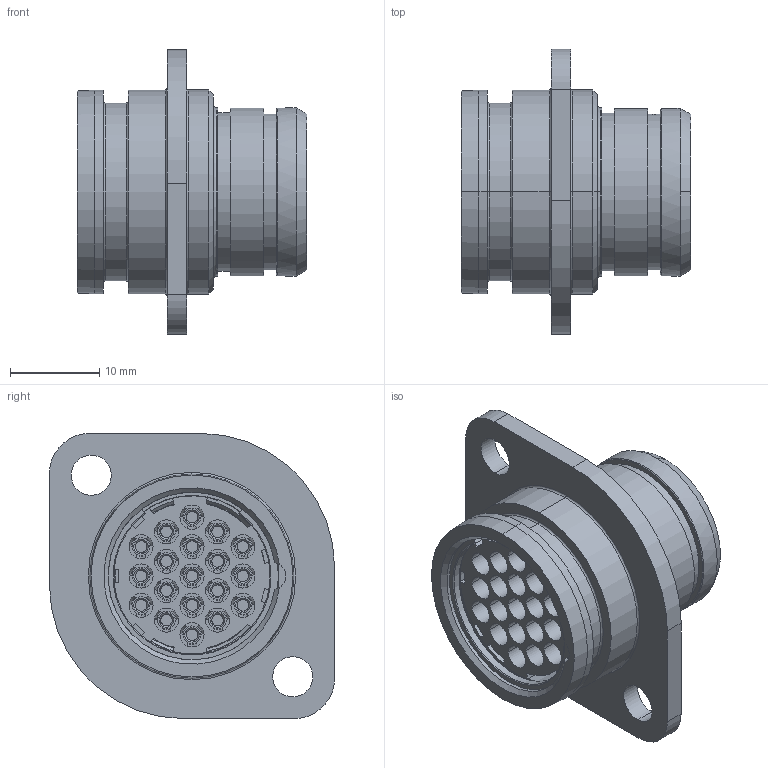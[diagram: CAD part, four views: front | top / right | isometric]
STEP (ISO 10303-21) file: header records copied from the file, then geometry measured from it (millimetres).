
FILE_DESCRIPTION((''),'2;1');
FILE_NAME('1332EO319FS','2024-07-31T09:09:48',('paultorloting'),('NET AG system integration'),'CREO PARAMETRIC BY PTC INC, 2021404','CREO PARAMETRIC BY PTC INC, 2021404','');
FILE_SCHEMA(('AUTOMOTIVE_DESIGN { 1 0 10303 214 1 1 1 1 }'));
Products named in the file (1): 1332EO319FS
Bounding box: 25.8 x 32 x 32 mm (x, y, z)
Volume: 7674.9 mm3; surface area: 12194.2 mm2
Topology: 1 solids, 1 shells, 2693 faces, 7082 edges, 4479 vertices
Faces by surface type: plane 1317, cylinder 852, cone 168, torus 166, bspline 114, extrusion 76
Entity records: 108336 total; most frequent: CARTESIAN_POINT 25744, ORIENTED_EDGE 14164, DIRECTION 13412, EDGE_CURVE 7082, AXIS2_PLACEMENT_3D 4845, VERTEX_POINT 4479, VECTOR 3719, LINE 3643
